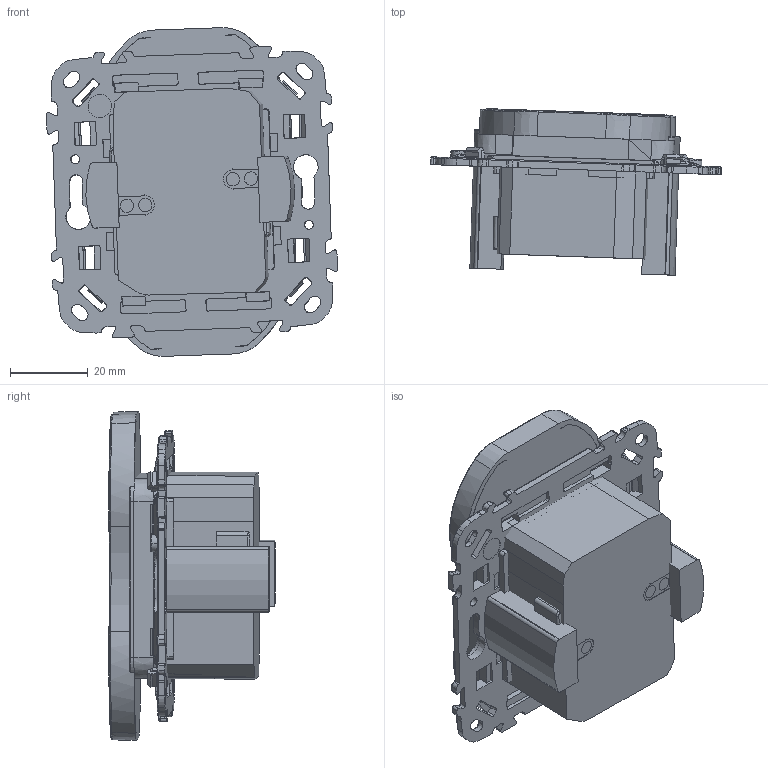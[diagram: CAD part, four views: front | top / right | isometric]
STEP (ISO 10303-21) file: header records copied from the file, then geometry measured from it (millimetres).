
FILE_DESCRIPTION (( 'STEP AP214' ), '1' );
FILE_NAME ('s86_16fry22_asm.STEP', '2025-03-26T13:25:27', ( '' ), ( '' ), 'SwSTEP 2.0', 'SolidWorks 2022', '' );
FILE_SCHEMA (( 'AUTOMOTIVE_DESIGN' ));
Length unit declared in the file: millimetre
Products named in the file (1): s86_16fry22_asm
Bounding box: 75 x 42.87 x 84.69 mm (x, y, z)
Volume: 93689.4 mm3; surface area: 34247.3 mm2
Topology: 3 solids, 9 shells, 1383 faces, 3717 edges, 2339 vertices
Faces by surface type: plane 680, cone 268, cylinder 253, torus 124, bspline 58
Entity records: 45838 total; most frequent: CARTESIAN_POINT 11472, ORIENTED_EDGE 7402, DIRECTION 6984, EDGE_CURVE 3701, AXIS2_PLACEMENT_3D 2368, VERTEX_POINT 2339, VECTOR 2248, LINE 2248
